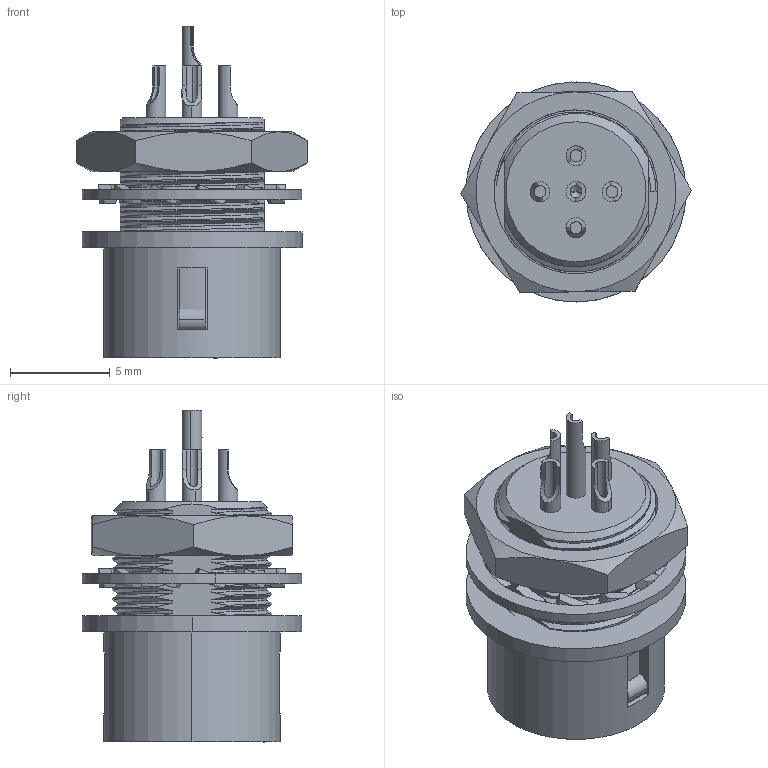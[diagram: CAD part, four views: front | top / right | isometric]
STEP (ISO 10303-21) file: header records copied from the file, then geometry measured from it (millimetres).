
FILE_DESCRIPTION (( 'STEP AP203' ), '1' );
FILE_NAME ('FAPFAS11-05S101W000.STEP', '2025-11-18T02:49:06', ( '' ), ( '' ), 'SwSTEP 2.0', 'SolidWorks 2021', '' );
FILE_SCHEMA (( 'CONFIG_CONTROL_DESIGN' ));
Length unit declared in the file: millimetre
Products named in the file (1): FAPFAS11-05S101W000
Bounding box: 11.55 x 11 x 16.6 mm (x, y, z)
Volume: 636.7 mm3; surface area: 1459.2 mm2
Topology: 3 solids, 3 shells, 452 faces, 1223 edges, 789 vertices
Faces by surface type: plane 188, cylinder 172, bspline 67, cone 25
Entity records: 32777 total; most frequent: CARTESIAN_POINT 22292, ORIENTED_EDGE 2442, DIRECTION 1956, EDGE_CURVE 1221, VERTEX_POINT 789, AXIS2_PLACEMENT_3D 746, EDGE_LOOP 482, LINE 464
